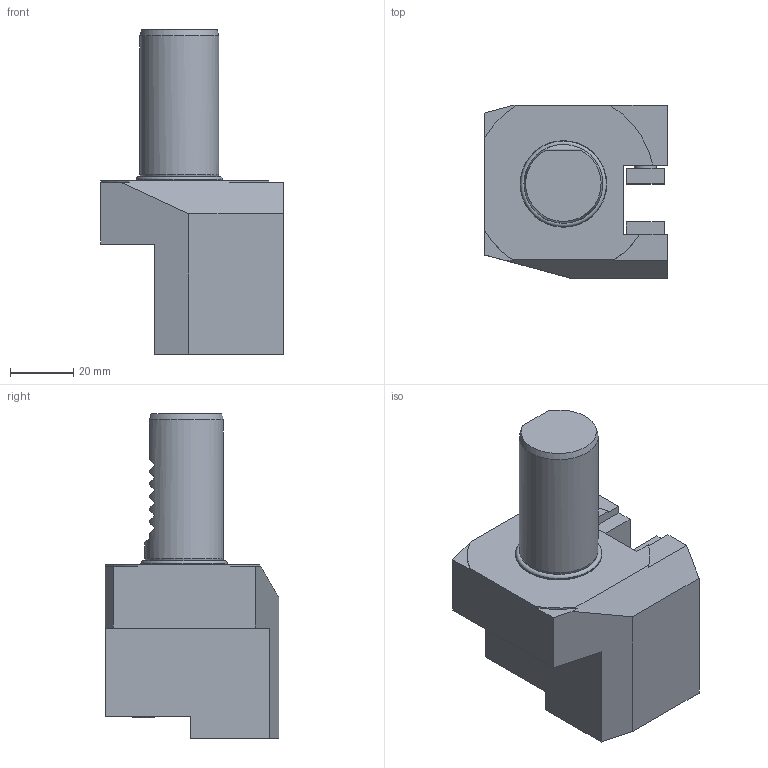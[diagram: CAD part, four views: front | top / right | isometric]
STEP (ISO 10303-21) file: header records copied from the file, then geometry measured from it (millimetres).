
FILE_DESCRIPTION (( 'STEP AP214' ), '1' );
FILE_NAME ('C225X1612.STEP', '2025-07-07T15:04:53', ( '' ), ( '' ), 'SwSTEP 2.0', 'SolidWorks 2023', '' );
FILE_SCHEMA (( 'AUTOMOTIVE_DESIGN' ));
Length unit declared in the file: millimetre
Products named in the file (1): C225X1612
Bounding box: 58 x 55 x 103 mm (x, y, z)
Volume: 142719.9 mm3; surface area: 23245.9 mm2
Topology: 1 solids, 1 shells, 303 faces, 799 edges, 533 vertices
Faces by surface type: plane 213, bspline 49, cylinder 35, cone 3, torus 2, sphere 1
Full cylindrical faces by diameter (mm): 1.7 x1, 2.1 x1, 4 x1, 6.366 x1, 7 x2, 25 x1, 27.467 x1
Entity records: 14440 total; most frequent: CARTESIAN_POINT 4868, ORIENTED_EDGE 1564, DIRECTION 1243, EDGE_CURVE 782, LINE 577, VECTOR 577, VERTEX_POINT 528, EDGE_LOOP 352
